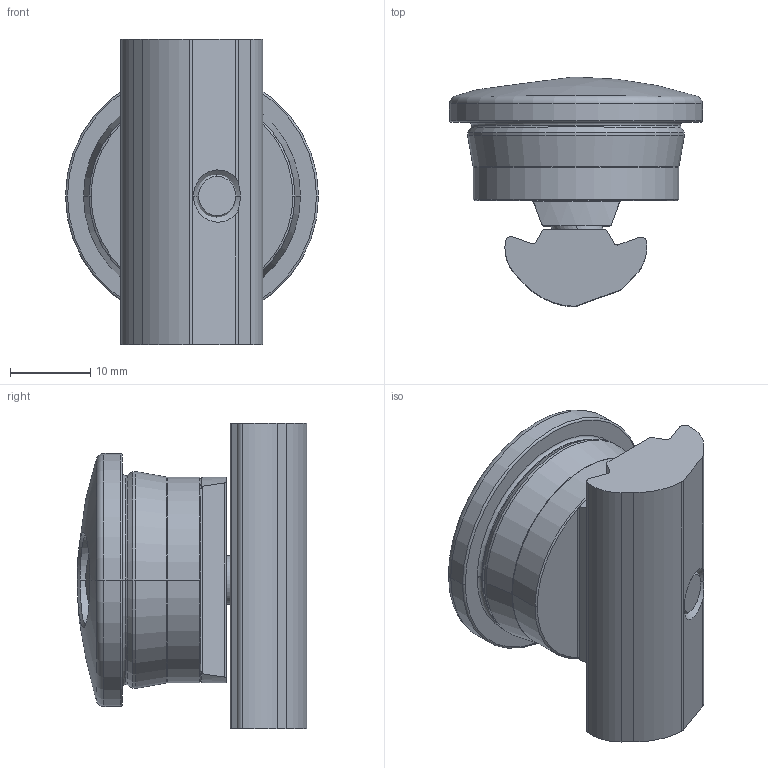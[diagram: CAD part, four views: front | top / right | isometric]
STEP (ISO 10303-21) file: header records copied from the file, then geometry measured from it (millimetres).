
FILE_DESCRIPTION (( 'STEP AP214' ), '1' );
FILE_NAME ('27mm Angle Rivet Kit(40RRI-0411-005-01).step', '2023-09-01T18:51:13', ( '' ), ( '' ), 'SwSTEP 2.0', 'SolidWorks 2020', '' );
FILE_SCHEMA (( 'AUTOMOTIVE_DESIGN' ));
Length unit declared in the file: millimetre
Products named in the file (1): 27mm Angle Rivet Kit(40RRI-0411-005-01)
Bounding box: 31.5 x 28.57 x 38 mm (x, y, z)
Volume: 13569.2 mm3; surface area: 6072.3 mm2
Topology: 3 solids, 3 shells, 105 faces, 255 edges, 156 vertices
Faces by surface type: cylinder 35, plane 32, cone 20, torus 14, bspline 2, sphere 2
Entity records: 6184 total; most frequent: CARTESIAN_POINT 2526, DIRECTION 530, ORIENTED_EDGE 506, EDGE_CURVE 253, AXIS2_PLACEMENT_3D 213, VERTEX_POINT 156, EDGE_LOOP 111, UNCERTAINTY_MEASURE_WITH_UNIT 110
